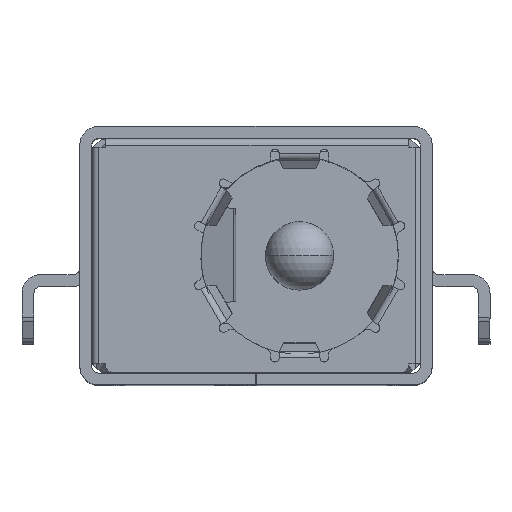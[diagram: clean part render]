
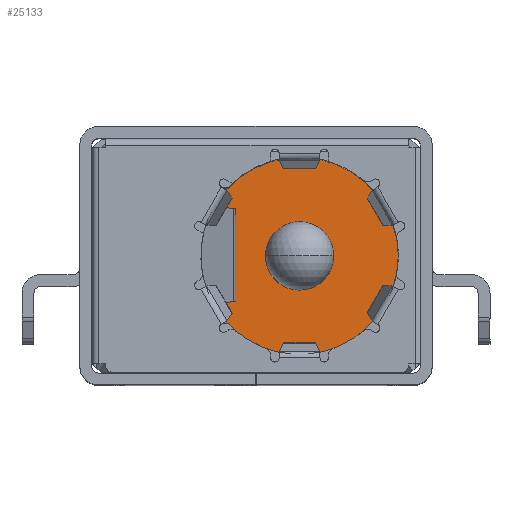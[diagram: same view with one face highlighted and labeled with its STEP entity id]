
A CAD part, top view. The second image highlights one B-rep face of the part: STEP entity #25133.
In plain terms, the highlighted planar face has unit normal (0, 0, 1).
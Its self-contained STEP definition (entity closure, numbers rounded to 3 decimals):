
#624 = LINE ( 'NONE', #13454, #26412 ) ;
#1103 = ORIENTED_EDGE ( 'NONE', *, *, #9023, .F. ) ;
#1467 = ORIENTED_EDGE ( 'NONE', *, *, #18822, .T. ) ;
#1828 = PLANE ( 'NONE',  #15039 ) ;
#2001 = DIRECTION ( 'NONE',  ( 0., 0., 1. ) ) ;
#2475 = FACE_OUTER_BOUND ( 'NONE', #2616, .T. ) ;
#2579 = VECTOR ( 'NONE', #3856, 1000. ) ;
#2616 = EDGE_LOOP ( 'NONE', ( #25362, #20634, #16274, #1467, #10540 ) ) ;
#2872 = CARTESIAN_POINT ( 'NONE',  ( -1.12, 2., 5.9 ) ) ;
#3104 = EDGE_CURVE ( 'NONE', #12440, #7341, #624, .T. ) ;
#3856 = DIRECTION ( 'NONE',  ( 1., 0., 0. ) ) ;
#4160 = DIRECTION ( 'NONE',  ( 1., 0., 0. ) ) ;
#5436 = EDGE_CURVE ( 'NONE', #10051, #7341, #24668, .T. ) ;
#5772 = DIRECTION ( 'NONE',  ( 1., 0., 0. ) ) ;
#7121 = AXIS2_PLACEMENT_3D ( 'NONE', #16565, #2001, #4160 ) ;
#7341 = VERTEX_POINT ( 'NONE', #24334 ) ;
#7685 = CARTESIAN_POINT ( 'NONE',  ( 2.28, 0., 5.9 ) ) ;
#7897 = DIRECTION ( 'NONE',  ( 1., 0., 0. ) ) ;
#8313 = CARTESIAN_POINT ( 'NONE',  ( 1.28, 0., 5.9 ) ) ;
#9023 = EDGE_CURVE ( 'NONE', #13395, #13822, #17088, .T. ) ;
#9343 = DIRECTION ( 'NONE',  ( -1., 0., 0. ) ) ;
#10051 = VERTEX_POINT ( 'NONE', #17888 ) ;
#10064 = DIRECTION ( 'NONE',  ( 0., 0., 1. ) ) ;
#10370 = EDGE_LOOP ( 'NONE', ( #1103, #23810 ) ) ;
#10532 = CARTESIAN_POINT ( 'NONE',  ( -0.82, -2., 5.9 ) ) ;
#10540 = ORIENTED_EDGE ( 'NONE', *, *, #3104, .T. ) ;
#11762 = VERTEX_POINT ( 'NONE', #10532 ) ;
#11768 = CARTESIAN_POINT ( 'NONE',  ( 0.28, 0., 5.9 ) ) ;
#12215 = FACE_BOUND ( 'NONE', #10370, .T. ) ;
#12323 = DIRECTION ( 'NONE',  ( 0., 0., 1. ) ) ;
#12440 = VERTEX_POINT ( 'NONE', #24956 ) ;
#13395 = VERTEX_POINT ( 'NONE', #7685 ) ;
#13454 = CARTESIAN_POINT ( 'NONE',  ( -2.42, 2., 5.9 ) ) ;
#13822 = VERTEX_POINT ( 'NONE', #11768 ) ;
#14393 = CARTESIAN_POINT ( 'NONE',  ( 1.28, 0., 5.9 ) ) ;
#14630 = DIRECTION ( 'NONE',  ( 1., 0., 0. ) ) ;
#15039 = AXIS2_PLACEMENT_3D ( 'NONE', #14393, #26741, #24744 ) ;
#16274 = ORIENTED_EDGE ( 'NONE', *, *, #26865, .T. ) ;
#16364 = CARTESIAN_POINT ( 'NONE',  ( 1.28, -2., 5.9 ) ) ;
#16565 = CARTESIAN_POINT ( 'NONE',  ( 1.28, 0., 5.9 ) ) ;
#17088 = CIRCLE ( 'NONE', #7121, 1. ) ;
#17654 = AXIS2_PLACEMENT_3D ( 'NONE', #8313, #12323, #14630 ) ;
#17888 = CARTESIAN_POINT ( 'NONE',  ( -1.12, -2., 5.9 ) ) ;
#18335 = CARTESIAN_POINT ( 'NONE',  ( 1.28, 0., 5.9 ) ) ;
#18403 = AXIS2_PLACEMENT_3D ( 'NONE', #18335, #24653, #7897 ) ;
#18775 = EDGE_CURVE ( 'NONE', #13822, #13395, #27062, .T. ) ;
#18785 = EDGE_CURVE ( 'NONE', #10051, #11762, #19547, .T. ) ;
#18822 = EDGE_CURVE ( 'NONE', #25422, #12440, #26115, .T. ) ;
#19338 = CARTESIAN_POINT ( 'NONE',  ( 4.18, 0., 5.9 ) ) ;
#19547 = LINE ( 'NONE', #16364, #2579 ) ;
#19937 = AXIS2_PLACEMENT_3D ( 'NONE', #24338, #10064, #5772 ) ;
#20634 = ORIENTED_EDGE ( 'NONE', *, *, #18785, .T. ) ;
#21577 = DIRECTION ( 'NONE',  ( 0., 1., 0. ) ) ;
#23810 = ORIENTED_EDGE ( 'NONE', *, *, #18775, .F. ) ;
#24334 = CARTESIAN_POINT ( 'NONE',  ( -1.12, 2., 5.9 ) ) ;
#24338 = CARTESIAN_POINT ( 'NONE',  ( 1.28, 0., 5.9 ) ) ;
#24653 = DIRECTION ( 'NONE',  ( 0., 0., 1. ) ) ;
#24668 = LINE ( 'NONE', #2872, #26930 ) ;
#24744 = DIRECTION ( 'NONE',  ( 1., 0., 0. ) ) ;
#24956 = CARTESIAN_POINT ( 'NONE',  ( -0.82, 2., 5.9 ) ) ;
#25133 = ADVANCED_FACE ( 'NONE', ( #2475, #12215 ), #1828, .T. ) ;
#25264 = CIRCLE ( 'NONE', #18403, 2.9 ) ;
#25362 = ORIENTED_EDGE ( 'NONE', *, *, #5436, .F. ) ;
#25422 = VERTEX_POINT ( 'NONE', #19338 ) ;
#26115 = CIRCLE ( 'NONE', #17654, 2.9 ) ;
#26412 = VECTOR ( 'NONE', #9343, 1000. ) ;
#26741 = DIRECTION ( 'NONE',  ( 0., 0., 1. ) ) ;
#26865 = EDGE_CURVE ( 'NONE', #11762, #25422, #25264, .T. ) ;
#26930 = VECTOR ( 'NONE', #21577, 1000. ) ;
#27062 = CIRCLE ( 'NONE', #19937, 1. ) ;
